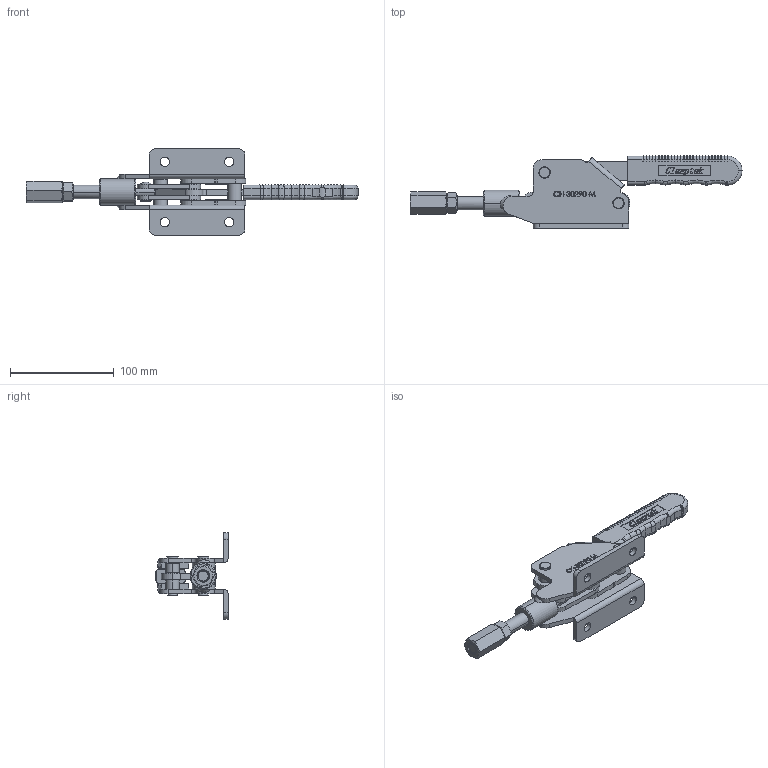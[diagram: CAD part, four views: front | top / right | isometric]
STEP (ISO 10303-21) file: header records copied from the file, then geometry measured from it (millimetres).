
FILE_DESCRIPTION (( 'STEP AP203' ), '1' );
FILE_NAME ('CH-30290M.STEP', '2011-12-15T08:47:39', ( '微软用户' ), ( '微软中国' ), 'SwSTEP 2.0', 'SolidWorks 2010', '' );
FILE_SCHEMA (( 'CONFIG_CONTROL_DESIGN' ));
Length unit declared in the file: millimetre
Products named in the file (15): CH-30290M-13; CH-30290M-09; CH-30290M-06; CH-30290M-03 HANDLE; CH-30290M; CH-30290M-01 BASE_默认<按加工>; CH-30290M-02 CREST STALK; CH-30290M-04 CONNECTING-PLATE; CH-30290M-08; CH-30290M-12; CH-30290M-10; CH-30290M-07; M12 Nut; 錨璃1^CH-30290M; 00
Assembly tree (17 placements, depth 2):
  CH-30290M
    CH-30290M-08  x2
    CH-30290M-06  x2
    CH-30290M-13
    CH-30290M-10
    00
    CH-30290M-12  x2
    CH-30290M-01 BASE_默认<按加工>
    M12 Nut
    CH-30290M-02 CREST STALK
    CH-30290M-03 HANDLE
    CH-30290M-07
    CH-30290M-04 CONNECTING-PLATE  x2
    CH-30290M-09
  錨璃1^CH-30290M
Bounding box: 319.4 x 69.64 x 83 mm (x, y, z)
Volume: 191654.5 mm3; surface area: 97403.9 mm2
Topology: 21 solids, 21 shells, 1566 faces, 4104 edges, 2631 vertices
Faces by surface type: plane 585, cylinder 461, bspline 354, torus 86, cone 74, sphere 6
Entity records: 82385 total; most frequent: CARTESIAN_POINT 45923, ORIENTED_EDGE 7956, DIRECTION 6117, EDGE_CURVE 3978, VERTEX_POINT 2555, LINE 2187, VECTOR 2187, AXIS2_PLACEMENT_3D 1965
